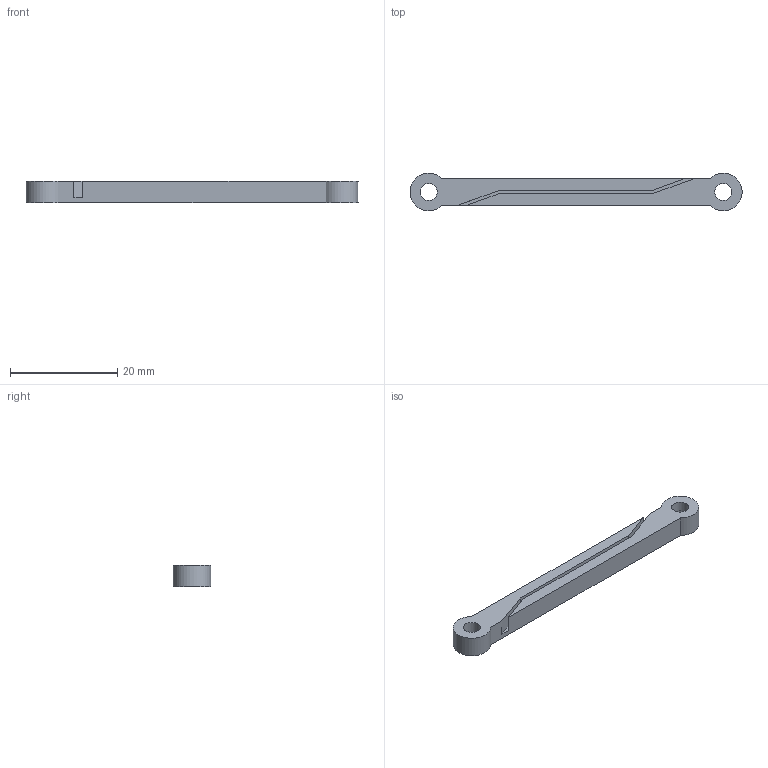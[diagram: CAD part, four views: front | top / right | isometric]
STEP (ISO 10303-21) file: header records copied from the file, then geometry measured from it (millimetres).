
FILE_DESCRIPTION(/* description */ (''),/* implementation_level */ '2;1');
FILE_NAME(/* name */ 'cam_arm_l.stp',/* time_stamp */ '2015-08-27T09:40:56+02:00',/* author */ (''),/* organization */ (''),/* preprocessor_version */ 'ST-DEVELOPER v14',/* originating_system */ 'SIEMENS PLM Software NX 8.0',/* authorisation */ '');
FILE_SCHEMA (('AUTOMOTIVE_DESIGN { 1 0 10303 214 3 1 1 1 }'));
Length unit declared in the file: millimetre
Products named in the file (1): cam_arm_l
Bounding box: 61.97 x 6.98 x 4 mm (x, y, z)
Volume: 1104.5 mm3; surface area: 1486.1 mm2
Topology: 1 solids, 1 shells, 18 faces, 59 edges, 57 vertices
Faces by surface type: plane 13, cylinder 5
Full cylindrical faces by diameter (mm): 3.2 x2, 5.7 x1
Entity records: 683 total; most frequent: DIRECTION 104, CARTESIAN_POINT 104, ORIENTED_EDGE 84, EDGE_CURVE 42, LINE 42, VECTOR 42, AXIS2_PLACEMENT_3D 31, VERTEX_POINT 30
